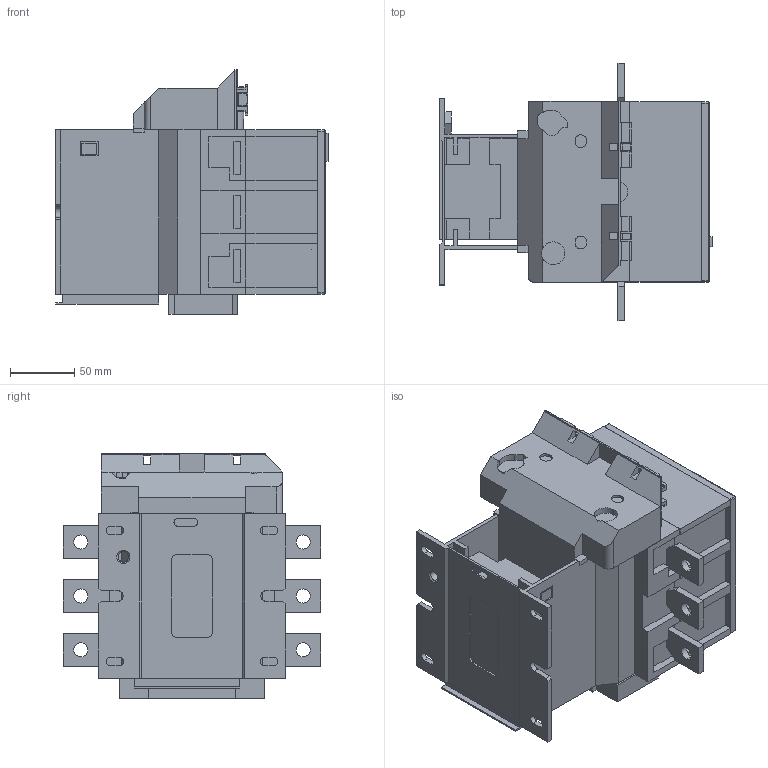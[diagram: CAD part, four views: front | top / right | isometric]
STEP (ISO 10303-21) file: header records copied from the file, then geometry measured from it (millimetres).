
FILE_DESCRIPTION (( 'STEP AP203' ), '1' );
FILE_NAME ('BLC1F265U7.STEP', '2015-03-01T04:08:06', ( '' ), ( '' ), 'SwSTEP 2.0', 'SolidWorks 2013', '' );
FILE_SCHEMA (( 'CONFIG_CONTROL_DESIGN' ));
Length unit declared in the file: millimetre
Products named in the file (1): BLC1F265U7
Bounding box: 212 x 200.4 x 190.72 mm (x, y, z)
Volume: 3065988.8 mm3; surface area: 334506.7 mm2
Topology: 3 solids, 3 shells, 525 faces, 1468 edges, 961 vertices
Faces by surface type: plane 447, cylinder 72, sphere 4, cone 2
Entity records: 16754 total; most frequent: CARTESIAN_POINT 2993, ORIENTED_EDGE 2928, DIRECTION 2655, EDGE_CURVE 1464, VECTOR 1313, LINE 1313, VERTEX_POINT 961, AXIS2_PLACEMENT_3D 671
